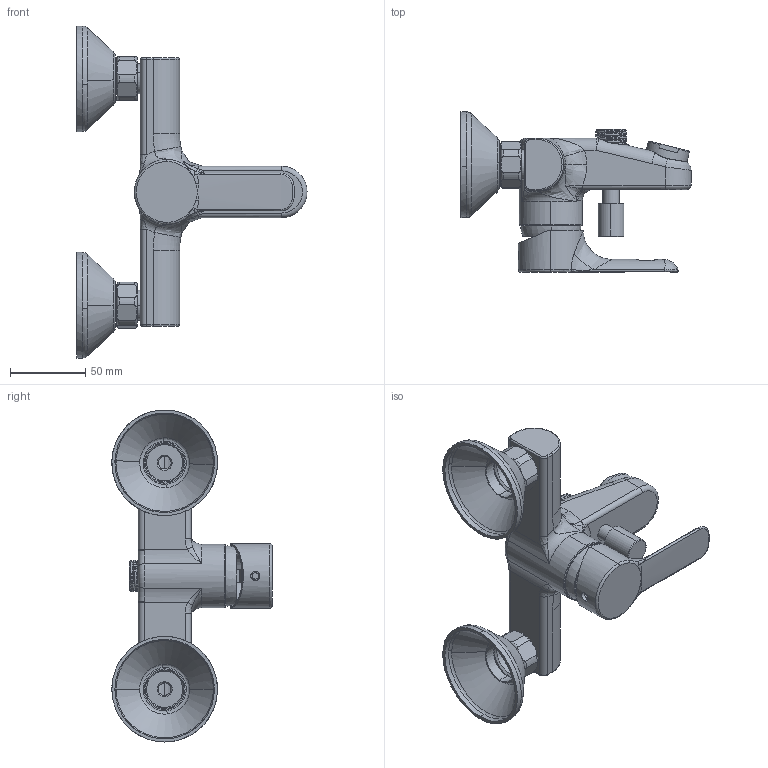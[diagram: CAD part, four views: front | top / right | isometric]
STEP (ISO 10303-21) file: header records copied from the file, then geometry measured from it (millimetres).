
FILE_DESCRIPTION (( 'STEP AP214' ), '1' );
FILE_NAME ('15 225 150 MONOMANDO BAÑO DUCHA PRIME.STEP', '2020-01-07T15:56:12', ( '' ), ( '' ), 'SwSTEP 2.0', 'SolidWorks 2016', '' );
FILE_SCHEMA (( 'AUTOMOTIVE_DESIGN' ));
Length unit declared in the file: millimetre
Products named in the file (12): AIREADOR M28 AIRFORCEONE_con chorro de agua; 1576 TUERCA 3-4 PARA MONOMANDOS PRIME_-02; 3136 MANETA NEW TENDER_-01; POMO DISTRIBUIDOR COMPACK SEDAL_PL-326-01; PLAFÓN GRB6001; CARTUCHO 35 CITEC SALIDA ABIERTA CORTO; 1529 PESTAÑA 3-8 PARA SERIE ENTER_-03; EMBELLECEDOR. 035 ABS CROMO PRESIÓN REBAJADO; 1432 MECANIZADO BAÑO MONOMANDO PRIME 3 mm PATAS MÁS ANCHAS__-04; 15 225 150 MONOMANDO BA埆 DUCHA PRIME; DISTRIBUIDOR COMPACK COMPLETO_-ESTANDAR; 1117 TUERCA APRIETACARTUCHOS ENTER GREEN_-07
Assembly tree (14 placements, depth 2):
  15 225 150 MONOMANDO BA埆 DUCHA PRIME
    CARTUCHO 35 CITEC SALIDA ABIERTA CORTO
    1432 MECANIZADO BAÑO MONOMANDO PRIME 3 mm PATAS MÁS ANCHAS__-04
    1117 TUERCA APRIETACARTUCHOS ENTER GREEN_-07
    EMBELLECEDOR. 035 ABS CROMO PRESIÓN REBAJADO
    3136 MANETA NEW TENDER_-01
    1529 PESTAÑA 3-8 PARA SERIE ENTER_-03  x2
    1576 TUERCA 3-4 PARA MONOMANDOS PRIME_-02  x2
    DISTRIBUIDOR COMPACK COMPLETO_-ESTANDAR
    POMO DISTRIBUIDOR COMPACK SEDAL_PL-326-01
    AIREADOR M28 AIRFORCEONE_con chorro de agua
    PLAFÓN GRB6001  x2
Bounding box: 152.44 x 106.23 x 219.97 mm (x, y, z)
Volume: 210603.8 mm3; surface area: 141048.6 mm2
Topology: 21 solids, 21 shells, 1947 faces, 4653 edges, 2685 vertices
Faces by surface type: cylinder 618, bspline 391, plane 385, torus 322, cone 137, sphere 94
Entity records: 83407 total; most frequent: CARTESIAN_POINT 34742, ORIENTED_EDGE 8698, DIRECTION 8558, EDGE_CURVE 4349, AXIS2_PLACEMENT_3D 3617, VERTEX_POINT 2559, CIRCLE 2112, EDGE_LOOP 1968
